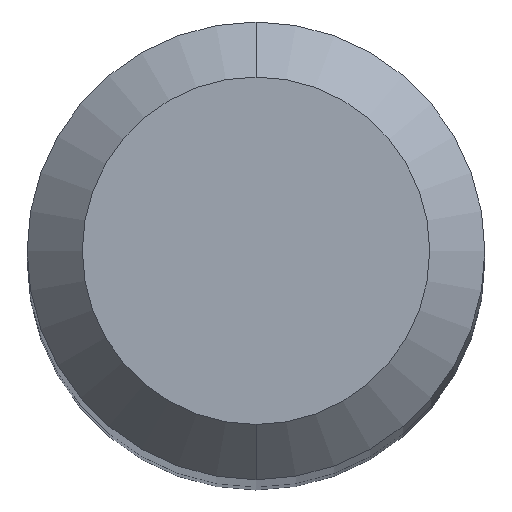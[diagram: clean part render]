
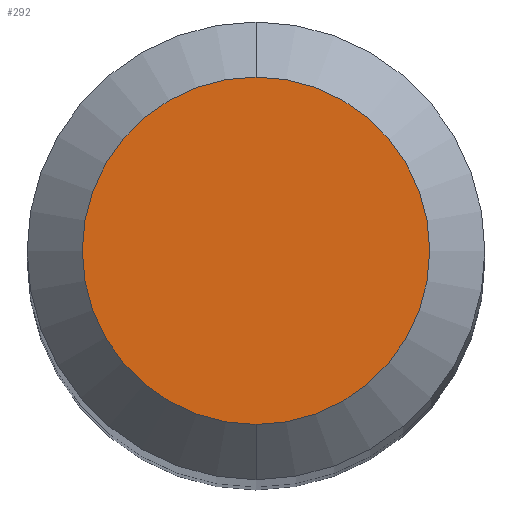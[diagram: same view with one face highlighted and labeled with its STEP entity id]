
A CAD part, top view. The second image highlights one B-rep face of the part: STEP entity #292.
In plain terms, the highlighted planar face has unit normal (0, 0, 1).
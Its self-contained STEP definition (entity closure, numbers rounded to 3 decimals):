
#3 = DIRECTION ( 'NONE',  ( 0., 1., 0. ) ) ;
#8 = AXIS2_PLACEMENT_3D ( 'NONE', #226, #302, #3 ) ;
#12 = VERTEX_POINT ( 'NONE', #99 ) ;
#38 = DIRECTION ( 'NONE',  ( 0., 1., 0. ) ) ;
#66 = FACE_OUTER_BOUND ( 'NONE', #74, .T. ) ;
#69 = EDGE_CURVE ( 'NONE', #330, #12, #231, .T. ) ;
#71 = DIRECTION ( 'NONE',  ( 0., 0., -1. ) ) ;
#74 = EDGE_LOOP ( 'NONE', ( #167, #322 ) ) ;
#88 = CARTESIAN_POINT ( 'NONE',  ( 0., 0., 55. ) ) ;
#99 = CARTESIAN_POINT ( 'NONE',  ( 0., 1.575, 55. ) ) ;
#110 = DIRECTION ( 'NONE',  ( 0., 1., 0. ) ) ;
#121 = EDGE_CURVE ( 'NONE', #12, #330, #220, .T. ) ;
#161 = AXIS2_PLACEMENT_3D ( 'NONE', #216, #287, #38 ) ;
#167 = ORIENTED_EDGE ( 'NONE', *, *, #121, .F. ) ;
#216 = CARTESIAN_POINT ( 'NONE',  ( 0., 0., 55. ) ) ;
#220 = CIRCLE ( 'NONE', #8, 1.575 ) ;
#226 = CARTESIAN_POINT ( 'NONE',  ( 0., 0., 55. ) ) ;
#231 = CIRCLE ( 'NONE', #295, 1.575 ) ;
#248 = CARTESIAN_POINT ( 'NONE',  ( 0., -1.575, 55. ) ) ;
#255 = PLANE ( 'NONE',  #161 ) ;
#287 = DIRECTION ( 'NONE',  ( 0., 0., -1. ) ) ;
#292 = ADVANCED_FACE ( 'NONE', ( #66 ), #255, .F. ) ;
#295 = AXIS2_PLACEMENT_3D ( 'NONE', #88, #71, #110 ) ;
#302 = DIRECTION ( 'NONE',  ( 0., 0., -1. ) ) ;
#322 = ORIENTED_EDGE ( 'NONE', *, *, #69, .F. ) ;
#330 = VERTEX_POINT ( 'NONE', #248 ) ;
